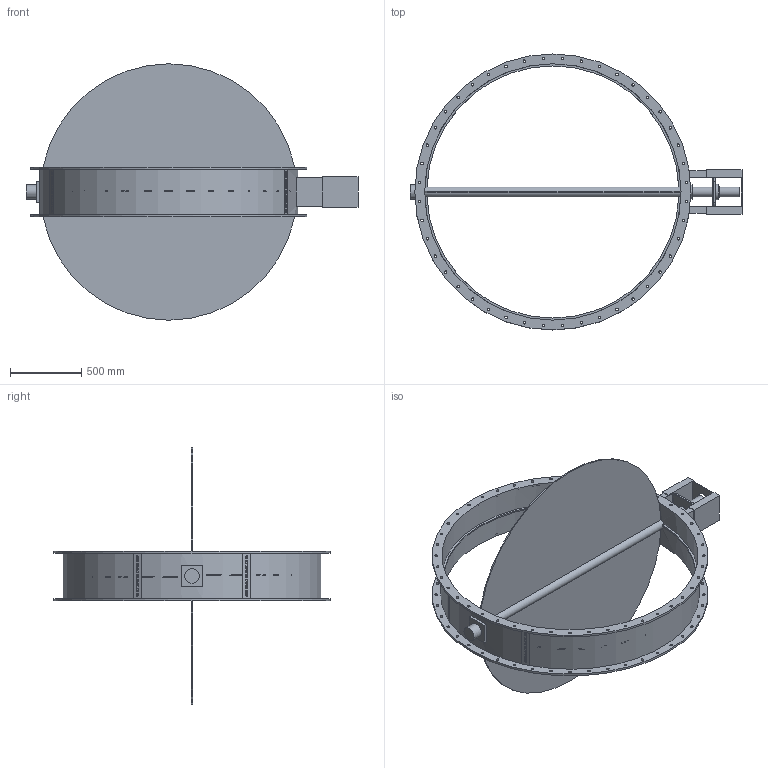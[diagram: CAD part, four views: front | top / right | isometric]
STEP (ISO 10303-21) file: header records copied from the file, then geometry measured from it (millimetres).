
FILE_DESCRIPTION(/* description */ ('SWEDENBORG – Quotation model (for reference)'),/* implementation_level */ '2;1');
FILE_NAME(/* name */ 'SWEDAMPER-S150-DN1800.stp',/* time_stamp */ '2026-02-06T13:02:37+01:00',/* author */ ('HB'),/* organization */ (''),/* preprocessor_version */ 'ST-DEVELOPER v20',/* originating_system */ 'Autodesk Inventor 2025',/* authorisation */ '');
FILE_SCHEMA (('AUTOMOTIVE_DESIGN { 1 0 10303 214 3 1 1 }'));
Length unit declared in the file: millimetre
Products named in the file (1): OffGen_Rund1ax
Bounding box: 2331 x 1938 x 1800 mm (x, y, z)
Volume: 66851094.4 mm3; surface area: 11704503.1 mm2
Topology: 1 solids, 2 shells, 736 faces, 1990 edges, 1325 vertices
Faces by surface type: plane 444, bspline 168, cylinder 124
Full cylindrical faces by diameter (mm): 18 x88, 70 x3, 82 x1, 90 x1, 100 x2, 112 x1, 1800 x2, 1938 x2
Entity records: 25899 total; most frequent: CARTESIAN_POINT 7335, ORIENTED_EDGE 3980, DIRECTION 3017, EDGE_CURVE 1990, LINE 1385, VECTOR 1385, VERTEX_POINT 1325, EDGE_LOOP 991
